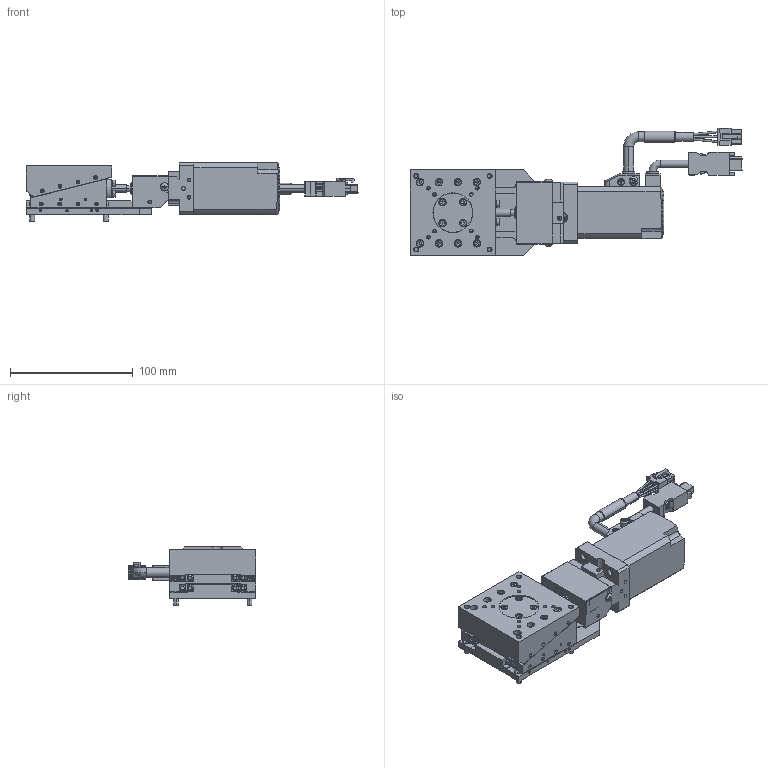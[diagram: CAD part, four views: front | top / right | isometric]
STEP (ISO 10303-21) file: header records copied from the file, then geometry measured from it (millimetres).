
FILE_DESCRIPTION( (''), '2;1');
FILE_NAME ('DR051301-0001-000-00.stp','2019-04-18T18:08:32',(''),(''),'spGate 13.4.4','','');
FILE_SCHEMA (('AUTOMOTIVE_DESIGN'));
Length unit declared in the file: millimetre
Products named in the file (11): Assembly; DR051301-0001-000-00-prt0; DR051301-0001-000-00-prt1; DR051301-0001-000-00-prt2; DR051301-0001-000-00-prt3; DR051301-0001-000-00-prt4; DR051301-0001-000-00-prt5; DR051301-0001-000-00-prt6; DR051301-0001-000-00-prt7; DR051301-0001-000-00-prt8; DR051301-0001-000-00-prt9
Assembly tree (10 placements, depth 2):
  Assembly
    DR051301-0001-000-00-prt0
    DR051301-0001-000-00-prt1
    DR051301-0001-000-00-prt2
    DR051301-0001-000-00-prt3
    DR051301-0001-000-00-prt4
    DR051301-0001-000-00-prt5
    DR051301-0001-000-00-prt6
    DR051301-0001-000-00-prt7
    DR051301-0001-000-00-prt8
    DR051301-0001-000-00-prt9
Bounding box: 270.9 x 103.9 x 47.5 mm (x, y, z)
Volume: 382477.4 mm3; surface area: 122309.3 mm2
Topology: 10 solids, 10 shells, 3605 faces, 8331 edges, 4927 vertices
Faces by surface type: plane 2045, cylinder 900, bspline 655, sphere 5
Entity records: 171824 total; most frequent: CARTESIAN_POINT 26875, ORIENTED_EDGE 16246, DIRECTION 15225, COLOUR_RGB 11738, PRESENTATION_STYLE_ASSIGNMENT 11738, STYLED_ITEM 11738, EDGE_CURVE 8123, DRAUGHTING_PRE_DEFINED_CURVE_FONT 8123
